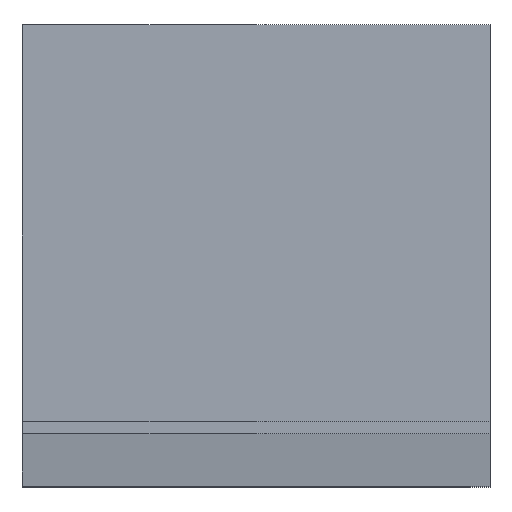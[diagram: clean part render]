
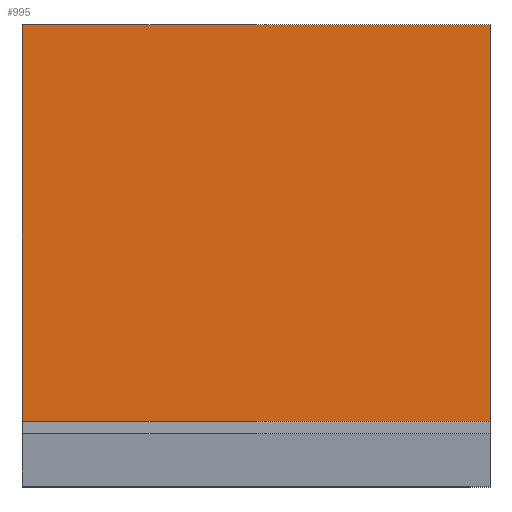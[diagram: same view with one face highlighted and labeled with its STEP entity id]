
A CAD part, top view. The second image highlights one B-rep face of the part: STEP entity #995.
In plain terms, the highlighted planar face has unit normal (0, 0, 1).
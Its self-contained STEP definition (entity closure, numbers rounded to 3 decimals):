
#975=AXIS2_PLACEMENT_3D('Plane Axis2P3D',#972,#973,#974) ;
#131=CARTESIAN_POINT('Vertex',(0.,3.1,31.03)) ;
#134=CARTESIAN_POINT('Line Origine',(0.,12.55,31.03)) ;
#138=CARTESIAN_POINT('Vertex',(0.,22.,31.03)) ;
#950=CARTESIAN_POINT('Vertex',(22.32,22.,31.03)) ;
#960=CARTESIAN_POINT('Line Origine',(11.16,22.,31.03)) ;
#972=CARTESIAN_POINT('Axis2P3D Location',(1.,22.,31.03)) ;
#977=CARTESIAN_POINT('Line Origine',(22.32,12.55,31.03)) ;
#981=CARTESIAN_POINT('Vertex',(22.32,3.1,31.03)) ;
#984=CARTESIAN_POINT('Line Origine',(11.16,3.1,31.03)) ;
#135=DIRECTION('Vector Direction',(0.,-1.,0.)) ;
#961=DIRECTION('Vector Direction',(1.,0.,0.)) ;
#973=DIRECTION('Axis2P3D Direction',(-0.,0.,1.)) ;
#974=DIRECTION('Axis2P3D XDirection',(0.,-1.,0.)) ;
#978=DIRECTION('Vector Direction',(0.,-1.,0.)) ;
#985=DIRECTION('Vector Direction',(1.,0.,0.)) ;
#136=VECTOR('Line Direction',#135,1.) ;
#962=VECTOR('Line Direction',#961,1.) ;
#979=VECTOR('Line Direction',#978,1.) ;
#986=VECTOR('Line Direction',#985,1.) ;
#990=ORIENTED_EDGE('',*,*,#983,.T.) ;
#991=ORIENTED_EDGE('',*,*,#964,.T.) ;
#992=ORIENTED_EDGE('',*,*,#140,.F.) ;
#993=ORIENTED_EDGE('',*,*,#988,.F.) ;
#995=ADVANCED_FACE('Housing',(#994),#976,.T.) ;
#140=EDGE_CURVE('',#132,#139,#137,.F.) ;
#964=EDGE_CURVE('',#951,#139,#963,.F.) ;
#983=EDGE_CURVE('',#982,#951,#980,.F.) ;
#988=EDGE_CURVE('',#982,#132,#987,.F.) ;
#989=EDGE_LOOP('',(#990,#991,#992,#993)) ;
#994=FACE_OUTER_BOUND('',#989,.T.) ;
#137=LINE('Line',#134,#136) ;
#963=LINE('Line',#960,#962) ;
#980=LINE('Line',#977,#979) ;
#987=LINE('Line',#984,#986) ;
#976=PLANE('',#975) ;
#132=VERTEX_POINT('',#131) ;
#139=VERTEX_POINT('',#138) ;
#951=VERTEX_POINT('',#950) ;
#982=VERTEX_POINT('',#981) ;
